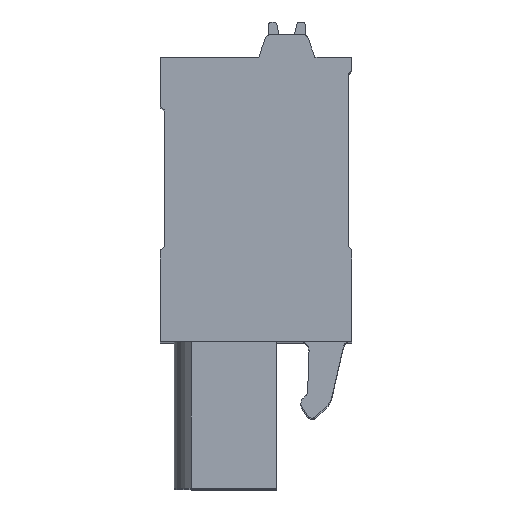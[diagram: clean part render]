
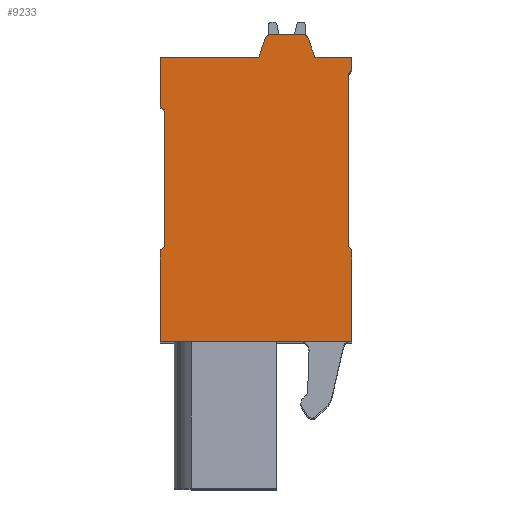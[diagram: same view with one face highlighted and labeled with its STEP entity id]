
A CAD part, top view. The second image highlights one B-rep face of the part: STEP entity #9233.
In plain terms, the highlighted planar face has unit normal (0, 0, 1).
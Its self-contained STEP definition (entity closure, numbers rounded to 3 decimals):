
#79=DIRECTION('',(1.,0.,0.));
#80=VECTOR('',#79,10.9);
#81=CARTESIAN_POINT('',(2.897,12.335,2.5));
#82=LINE('',#81,#80);
#1217=DIRECTION('',(0.,-1.,0.));
#1218=VECTOR('',#1217,5.2);
#1219=CARTESIAN_POINT('',(2.897,17.535,2.5));
#1220=LINE('',#1219,#1218);
#1221=DIRECTION('',(-0.781,-0.625,0.));
#1222=VECTOR('',#1221,0.32);
#1223=CARTESIAN_POINT('',(3.147,17.735,2.5));
#1224=LINE('',#1223,#1222);
#1225=DIRECTION('',(0.,-1.,0.));
#1226=VECTOR('',#1225,7.75);
#1227=CARTESIAN_POINT('',(3.147,25.485,2.5));
#1228=LINE('',#1227,#1226);
#1229=DIRECTION('',(0.781,-0.625,0.));
#1230=VECTOR('',#1229,0.32);
#1231=CARTESIAN_POINT('',(2.897,25.685,2.5));
#1232=LINE('',#1231,#1230);
#1233=DIRECTION('',(0.,-1.,0.));
#1234=VECTOR('',#1233,2.8);
#1235=CARTESIAN_POINT('',(2.897,28.485,2.5));
#1236=LINE('',#1235,#1234);
#1237=DIRECTION('',(-1.,0.,0.));
#1238=VECTOR('',#1237,5.6);
#1239=CARTESIAN_POINT('',(8.497,28.485,2.5));
#1240=LINE('',#1239,#1238);
#1241=DIRECTION('',(-0.342,-0.94,0.));
#1242=VECTOR('',#1241,1.173);
#1243=CARTESIAN_POINT('',(8.899,29.588,2.5));
#1244=LINE('',#1243,#1242);
#1245=CARTESIAN_POINT('',(9.181,29.485,2.5));
#1246=DIRECTION('',(0.,0.,1.));
#1247=DIRECTION('',(0.,1.,0.));
#1248=AXIS2_PLACEMENT_3D('',#1245,#1246,#1247);
#1250=DIRECTION('',(-1.,0.,0.));
#1251=VECTOR('',#1250,1.834);
#1252=CARTESIAN_POINT('',(11.014,29.785,2.5));
#1253=LINE('',#1252,#1251);
#1254=CARTESIAN_POINT('',(11.014,29.485,2.5));
#1255=DIRECTION('',(0.,0.,1.));
#1256=DIRECTION('',(0.94,0.342,0.));
#1257=AXIS2_PLACEMENT_3D('',#1254,#1255,#1256);
#1259=DIRECTION('',(-0.342,0.94,0.));
#1260=VECTOR('',#1259,1.173);
#1261=CARTESIAN_POINT('',(11.697,28.485,2.5));
#1262=LINE('',#1261,#1260);
#1263=DIRECTION('',(-1.,0.,0.));
#1264=VECTOR('',#1263,2.1);
#1265=CARTESIAN_POINT('',(13.797,28.485,2.5));
#1266=LINE('',#1265,#1264);
#1267=DIRECTION('',(0.,1.,0.));
#1268=VECTOR('',#1267,0.75);
#1269=CARTESIAN_POINT('',(13.797,27.735,2.5));
#1270=LINE('',#1269,#1268);
#1271=DIRECTION('',(0.707,0.707,0.));
#1272=VECTOR('',#1271,0.283);
#1273=CARTESIAN_POINT('',(13.597,27.535,2.5));
#1274=LINE('',#1273,#1272);
#1275=DIRECTION('',(0.,1.,0.));
#1276=VECTOR('',#1275,9.8);
#1277=CARTESIAN_POINT('',(13.597,17.735,2.5));
#1278=LINE('',#1277,#1276);
#1279=DIRECTION('',(-0.707,0.707,0.));
#1280=VECTOR('',#1279,0.283);
#1281=CARTESIAN_POINT('',(13.797,17.535,2.5));
#1282=LINE('',#1281,#1280);
#1283=DIRECTION('',(0.,1.,0.));
#1284=VECTOR('',#1283,5.2);
#1285=CARTESIAN_POINT('',(13.797,12.335,2.5));
#1286=LINE('',#1285,#1284);
#6357=CARTESIAN_POINT('',(2.897,28.485,2.5));
#6358=CARTESIAN_POINT('',(2.897,25.685,2.5));
#6359=VERTEX_POINT('',#6357);
#6360=VERTEX_POINT('',#6358);
#6361=CARTESIAN_POINT('',(3.147,25.485,2.5));
#6362=VERTEX_POINT('',#6361);
#6363=CARTESIAN_POINT('',(3.147,17.735,2.5));
#6364=VERTEX_POINT('',#6363);
#6365=CARTESIAN_POINT('',(2.897,17.535,2.5));
#6366=VERTEX_POINT('',#6365);
#6367=CARTESIAN_POINT('',(2.897,12.335,2.5));
#6368=VERTEX_POINT('',#6367);
#6369=CARTESIAN_POINT('',(13.797,12.335,2.5));
#6370=CARTESIAN_POINT('',(13.797,17.535,2.5));
#6371=VERTEX_POINT('',#6369);
#6372=VERTEX_POINT('',#6370);
#6373=CARTESIAN_POINT('',(13.597,17.735,2.5));
#6374=VERTEX_POINT('',#6373);
#6375=CARTESIAN_POINT('',(13.597,27.535,2.5));
#6376=VERTEX_POINT('',#6375);
#6377=CARTESIAN_POINT('',(13.797,27.735,2.5));
#6378=VERTEX_POINT('',#6377);
#6379=CARTESIAN_POINT('',(13.797,28.485,2.5));
#6380=VERTEX_POINT('',#6379);
#6381=CARTESIAN_POINT('',(11.697,28.485,2.5));
#6382=VERTEX_POINT('',#6381);
#6383=CARTESIAN_POINT('',(11.296,29.588,2.5));
#6384=VERTEX_POINT('',#6383);
#6385=CARTESIAN_POINT('',(11.014,29.785,2.5));
#6386=VERTEX_POINT('',#6385);
#6387=CARTESIAN_POINT('',(9.181,29.785,2.5));
#6388=VERTEX_POINT('',#6387);
#6389=CARTESIAN_POINT('',(8.899,29.588,2.5));
#6390=VERTEX_POINT('',#6389);
#6391=CARTESIAN_POINT('',(8.497,28.485,2.5));
#6392=VERTEX_POINT('',#6391);
#9200=CARTESIAN_POINT('',(0.,0.,2.5));
#9201=DIRECTION('',(0.,0.,1.));
#9202=DIRECTION('',(1.,0.,0.));
#9203=AXIS2_PLACEMENT_3D('',#9200,#9201,#9202);
#9204=PLANE('',#9203);
#9205=ORIENTED_EDGE('',*,*,#8277,.F.);
#9206=ORIENTED_EDGE('',*,*,#8394,.F.);
#9207=ORIENTED_EDGE('',*,*,#8408,.F.);
#9208=ORIENTED_EDGE('',*,*,#8422,.F.);
#9209=ORIENTED_EDGE('',*,*,#8436,.F.);
#9210=ORIENTED_EDGE('',*,*,#8450,.F.);
#9211=ORIENTED_EDGE('',*,*,#8478,.F.);
#9213=ORIENTED_EDGE('',*,*,#9212,.F.);
#9215=ORIENTED_EDGE('',*,*,#9214,.F.);
#9217=ORIENTED_EDGE('',*,*,#9216,.F.);
#9218=ORIENTED_EDGE('',*,*,#9044,.F.);
#9219=ORIENTED_EDGE('',*,*,#8863,.F.);
#9220=ORIENTED_EDGE('',*,*,#8470,.F.);
#9222=ORIENTED_EDGE('',*,*,#9221,.F.);
#9224=ORIENTED_EDGE('',*,*,#9223,.F.);
#9226=ORIENTED_EDGE('',*,*,#9225,.F.);
#9228=ORIENTED_EDGE('',*,*,#9227,.F.);
#9230=ORIENTED_EDGE('',*,*,#9229,.F.);
#9231=EDGE_LOOP('',(#9205,#9206,#9207,#9208,#9209,#9210,#9211,#9213,#9215,#9217,
#9218,#9219,#9220,#9222,#9224,#9226,#9228,#9230));
#9232=FACE_OUTER_BOUND('',#9231,.F.);
#9233=ADVANCED_FACE('',(#9232),#9204,.T.);
#1249=CIRCLE('',#1248,0.3);
#1258=CIRCLE('',#1257,0.3);
#8277=EDGE_CURVE('',#6368,#6371,#82,.T.);
#8394=EDGE_CURVE('',#6366,#6368,#1220,.T.);
#8408=EDGE_CURVE('',#6364,#6366,#1224,.T.);
#8422=EDGE_CURVE('',#6362,#6364,#1228,.T.);
#8436=EDGE_CURVE('',#6360,#6362,#1232,.T.);
#8450=EDGE_CURVE('',#6359,#6360,#1236,.T.);
#8470=EDGE_CURVE('',#6380,#6382,#1266,.T.);
#8478=EDGE_CURVE('',#6392,#6359,#1240,.T.);
#8863=EDGE_CURVE('',#6382,#6384,#1262,.T.);
#9044=EDGE_CURVE('',#6384,#6386,#1258,.T.);
#9212=EDGE_CURVE('',#6390,#6392,#1244,.T.);
#9214=EDGE_CURVE('',#6388,#6390,#1249,.T.);
#9216=EDGE_CURVE('',#6386,#6388,#1253,.T.);
#9221=EDGE_CURVE('',#6378,#6380,#1270,.T.);
#9223=EDGE_CURVE('',#6376,#6378,#1274,.T.);
#9225=EDGE_CURVE('',#6374,#6376,#1278,.T.);
#9227=EDGE_CURVE('',#6372,#6374,#1282,.T.);
#9229=EDGE_CURVE('',#6371,#6372,#1286,.T.);
